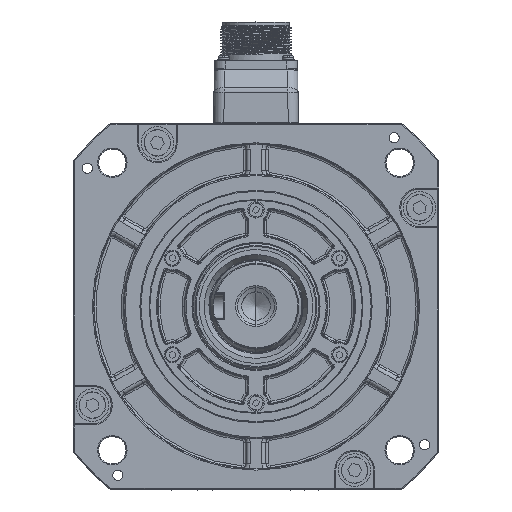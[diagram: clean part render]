
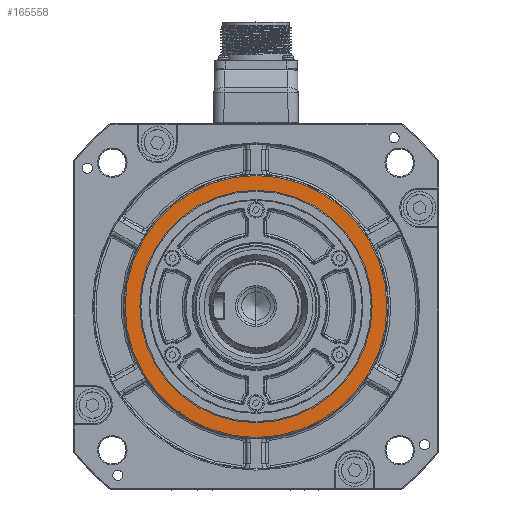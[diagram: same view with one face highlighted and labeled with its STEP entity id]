
A CAD part, top view. The second image highlights one B-rep face of the part: STEP entity #165558.
In plain terms, the highlighted planar face has unit normal (0, 0, 1).
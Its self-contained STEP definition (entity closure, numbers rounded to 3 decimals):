
#162268=CARTESIAN_POINT('',(-64.452,0.,102.5));
#162269=VERTEX_POINT('',#162268);
#162270=CARTESIAN_POINT('',(64.452,0.,102.5));
#162271=VERTEX_POINT('',#162270);
#162272=CARTESIAN_POINT('',(0.,0.,102.5));
#162273=DIRECTION('',(-1.,0.,0.));
#162274=DIRECTION('',(0.,0.,-1.));
#162275=AXIS2_PLACEMENT_3D('',#162272,#162274,#162273);
#162276=CIRCLE('',#162275,64.452);
#162277=EDGE_CURVE('',#162269,#162271,#162276,.T.);
#163015=CARTESIAN_POINT('',(0.,0.,102.5));
#163016=DIRECTION('',(1.,0.,0.));
#163017=DIRECTION('',(0.,0.,-1.));
#163018=AXIS2_PLACEMENT_3D('',#163015,#163017,#163016);
#163019=CIRCLE('',#163018,64.452);
#163020=EDGE_CURVE('',#162271,#162269,#163019,.T.);
#165529=CARTESIAN_POINT('',(57.15,0.,102.5));
#165530=DIRECTION('',(1.,0.,0.));
#165531=DIRECTION('',(0.,0.,1.));
#165532=AXIS2_PLACEMENT_3D('',#165529,#165531,#165530);
#165533=PLANE('',#165532);
#165534=ORIENTED_EDGE('',*,*,#162277,.F.);
#165535=ORIENTED_EDGE('',*,*,#163020,.F.);
#165536=EDGE_LOOP('',(#165534,#165535));
#165537=FACE_OUTER_BOUND('',#165536,.T.);
#165538=CARTESIAN_POINT('',(57.15,0.,102.5));
#165539=VERTEX_POINT('',#165538);
#165540=CARTESIAN_POINT('',(-57.15,0.,102.5));
#165541=VERTEX_POINT('',#165540);
#165542=CARTESIAN_POINT('',(0.,0.,102.5));
#165543=DIRECTION('',(1.,0.,0.));
#165544=DIRECTION('',(0.,0.,1.));
#165545=AXIS2_PLACEMENT_3D('',#165542,#165544,#165543);
#165546=CIRCLE('',#165545,57.15);
#165547=EDGE_CURVE('',#165539,#165541,#165546,.T.);
#165548=ORIENTED_EDGE('',*,*,#165547,.F.);
#165549=CARTESIAN_POINT('',(0.,0.,102.5));
#165550=DIRECTION('',(-1.,0.,0.));
#165551=DIRECTION('',(0.,0.,1.));
#165552=AXIS2_PLACEMENT_3D('',#165549,#165551,#165550);
#165553=CIRCLE('',#165552,57.15);
#165554=EDGE_CURVE('',#165541,#165539,#165553,.T.);
#165555=ORIENTED_EDGE('',*,*,#165554,.F.);
#165556=EDGE_LOOP('',(#165548,#165555));
#165557=FACE_BOUND('',#165556,.T.);
#165558=ADVANCED_FACE('',(#165537,#165557),#165533,.T.);
